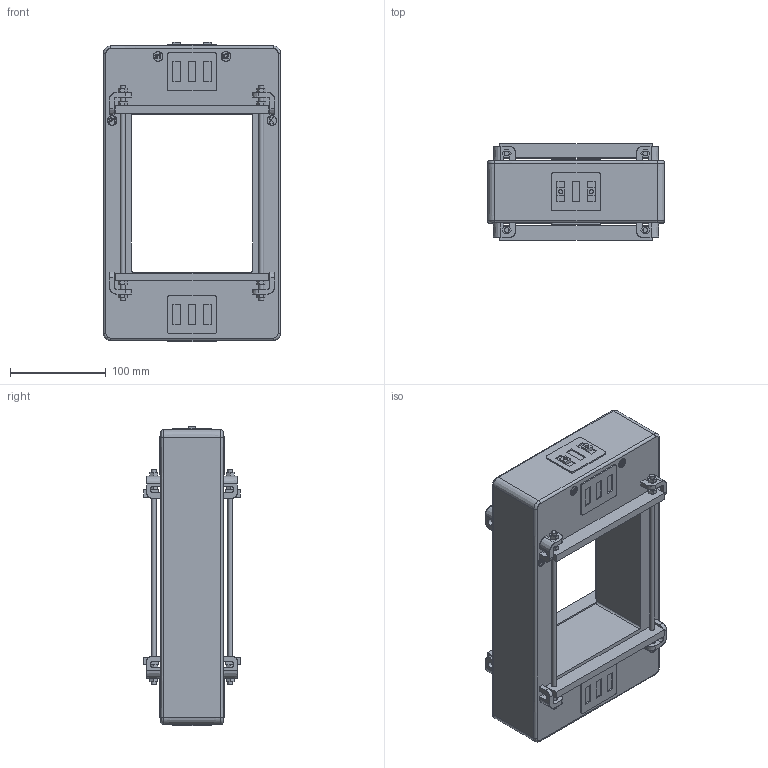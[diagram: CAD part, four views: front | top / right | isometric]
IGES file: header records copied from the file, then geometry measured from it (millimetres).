
Global section: file name: 66HTAT165.igs; native system: Rhinoceros ( Nov 11 2003 ); preprocessor: Trout Lake IGES 012 Nov 11 2003; date: 110524.130958; units: millimetre
Bounding box: 185 x 101 x 313.5 mm (x, y, z)
Surface area: 255117.4 mm2 (no closed solid volume)
Topology: 0 solids, 0 shells, 598 faces, 17168 edges, 17104 vertices
Faces by surface type: bspline 598
